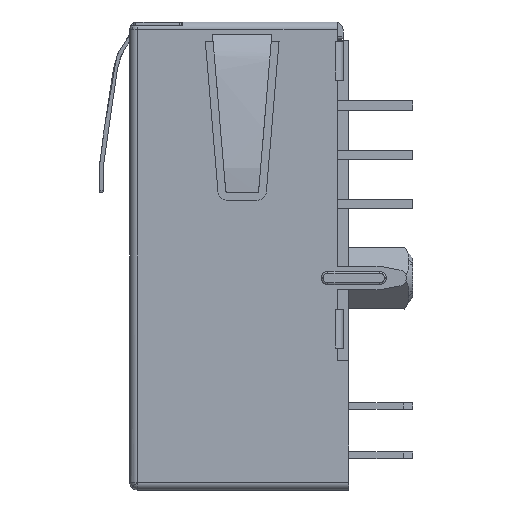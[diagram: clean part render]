
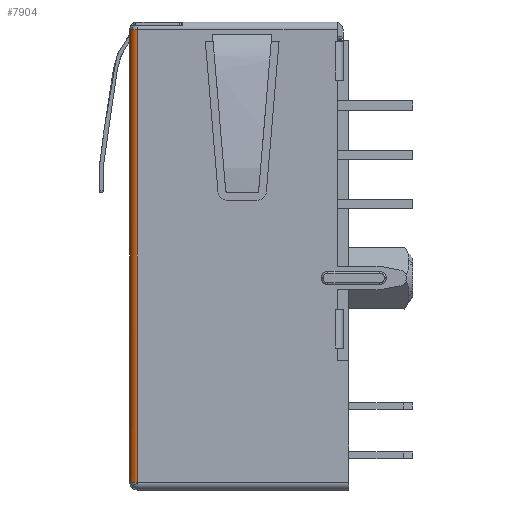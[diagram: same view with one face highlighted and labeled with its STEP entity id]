
A CAD part, left-side view. The second image highlights one B-rep face of the part: STEP entity #7904.
In plain terms, the highlighted cylindrical face has radius 0.4 mm (diameter 0.8 mm), a partial arc.
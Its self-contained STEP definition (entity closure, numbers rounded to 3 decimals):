
#2649 = VECTOR ( 'NONE', #4566, 1000. ) ;
#3054 = VERTEX_POINT ( 'NONE', #4886 ) ;
#3634 = CARTESIAN_POINT ( 'NONE',  ( 1.983, 14.748, -23.73 ) ) ;
#3655 = CYLINDRICAL_SURFACE ( 'NONE', #26700, 0.4 ) ;
#4360 = EDGE_LOOP ( 'NONE', ( #16389, #4802, #29229, #29443, #29737 ) ) ;
#4566 = DIRECTION ( 'NONE',  ( 0., 0., -1. ) ) ;
#4802 = ORIENTED_EDGE ( 'NONE', *, *, #14849, .T. ) ;
#4886 = CARTESIAN_POINT ( 'NONE',  ( 1.7, 14.631, -0.4 ) ) ;
#5997 = EDGE_CURVE ( 'NONE', #3054, #21689, #7693, .T. ) ;
#6172 = EDGE_CURVE ( 'NONE', #18373, #3054, #20382, .T. ) ;
#7693 = CIRCLE ( 'NONE', #14074, 0.4 ) ;
#7904 = ADVANCED_FACE ( 'NONE', ( #26299 ), #3655, .T. ) ;
#9186 = VECTOR ( 'NONE', #16794, 1000. ) ;
#9896 = EDGE_CURVE ( 'NONE', #21689, #15735, #11875, .T. ) ;
#10940 = CARTESIAN_POINT ( 'NONE',  ( 1.983, 14.348, 31.456 ) ) ;
#11274 = DIRECTION ( 'NONE',  ( -1., 0., 0. ) ) ;
#11875 = LINE ( 'NONE', #29663, #2649 ) ;
#12940 = VERTEX_POINT ( 'NONE', #3634 ) ;
#14074 = AXIS2_PLACEMENT_3D ( 'NONE', #15534, #24950, #15035 ) ;
#14316 = CARTESIAN_POINT ( 'NONE',  ( 1.983, 14.748, -0.4 ) ) ;
#14638 = DIRECTION ( 'NONE',  ( 0., 0., 1. ) ) ;
#14849 = EDGE_CURVE ( 'NONE', #18373, #12940, #24241, .T. ) ;
#15035 = DIRECTION ( 'NONE',  ( 0., 1., 0. ) ) ;
#15462 = CIRCLE ( 'NONE', #23910, 0.4 ) ;
#15534 = CARTESIAN_POINT ( 'NONE',  ( 1.983, 14.348, -0.4 ) ) ;
#15735 = VERTEX_POINT ( 'NONE', #20758 ) ;
#16389 = ORIENTED_EDGE ( 'NONE', *, *, #6172, .F. ) ;
#16394 = DIRECTION ( 'NONE',  ( 0., 0., -1. ) ) ;
#16794 = DIRECTION ( 'NONE',  ( 0., 0., -1. ) ) ;
#18373 = VERTEX_POINT ( 'NONE', #24272 ) ;
#18871 = CARTESIAN_POINT ( 'NONE',  ( 1.983, 14.348, -23.73 ) ) ;
#19178 = DIRECTION ( 'NONE',  ( -1., 0., 0. ) ) ;
#20382 = CIRCLE ( 'NONE', #27237, 0.4 ) ;
#20680 = EDGE_CURVE ( 'NONE', #15735, #12940, #15462, .T. ) ;
#20758 = CARTESIAN_POINT ( 'NONE',  ( 1.583, 14.348, -23.73 ) ) ;
#21032 = DIRECTION ( 'NONE',  ( 0., 0., -1. ) ) ;
#21689 = VERTEX_POINT ( 'NONE', #30308 ) ;
#23910 = AXIS2_PLACEMENT_3D ( 'NONE', #18871, #16394, #19178 ) ;
#24241 = LINE ( 'NONE', #14316, #9186 ) ;
#24272 = CARTESIAN_POINT ( 'NONE',  ( 1.983, 14.748, -0.4 ) ) ;
#24713 = DIRECTION ( 'NONE',  ( 0., 1., 0. ) ) ;
#24950 = DIRECTION ( 'NONE',  ( 0., 0., 1. ) ) ;
#26299 = FACE_OUTER_BOUND ( 'NONE', #4360, .T. ) ;
#26700 = AXIS2_PLACEMENT_3D ( 'NONE', #10940, #21032, #11274 ) ;
#27167 = CARTESIAN_POINT ( 'NONE',  ( 1.983, 14.348, -0.4 ) ) ;
#27237 = AXIS2_PLACEMENT_3D ( 'NONE', #27167, #14638, #24713 ) ;
#29229 = ORIENTED_EDGE ( 'NONE', *, *, #20680, .F. ) ;
#29443 = ORIENTED_EDGE ( 'NONE', *, *, #9896, .F. ) ;
#29663 = CARTESIAN_POINT ( 'NONE',  ( 1.583, 14.348, -0.4 ) ) ;
#29737 = ORIENTED_EDGE ( 'NONE', *, *, #5997, .F. ) ;
#30308 = CARTESIAN_POINT ( 'NONE',  ( 1.583, 14.348, -0.4 ) ) ;
